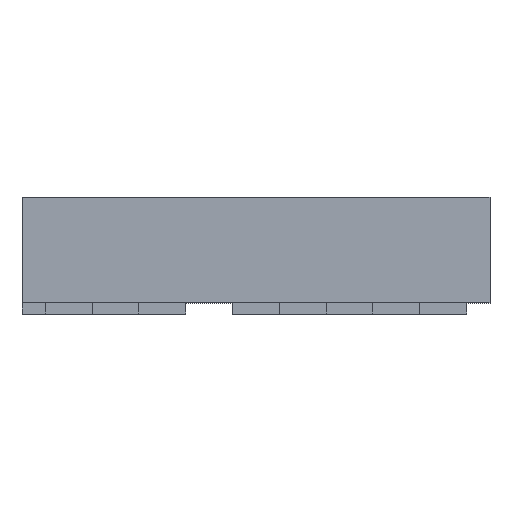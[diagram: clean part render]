
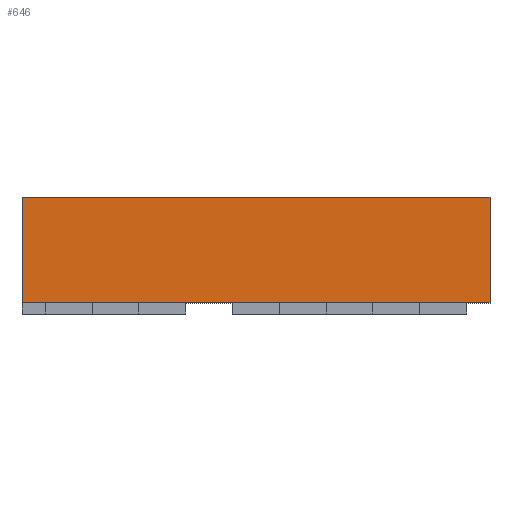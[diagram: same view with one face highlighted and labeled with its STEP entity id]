
A CAD part, top view. The second image highlights one B-rep face of the part: STEP entity #646.
In plain terms, the highlighted planar face has unit normal (0, 0, 1).
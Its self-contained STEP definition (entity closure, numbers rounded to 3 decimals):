
#106 = VERTEX_POINT ( 'NONE', #1589 ) ;
#112 = VECTOR ( 'NONE', #1424, 1000. ) ;
#167 = ORIENTED_EDGE ( 'NONE', *, *, #481, .F. ) ;
#201 = CARTESIAN_POINT ( 'NONE',  ( -1., 0.45, 1. ) ) ;
#206 = DIRECTION ( 'NONE',  ( 0., -1., 0. ) ) ;
#218 = VERTEX_POINT ( 'NONE', #373 ) ;
#222 = EDGE_CURVE ( 'NONE', #2116, #218, #519, .T. ) ;
#360 = CARTESIAN_POINT ( 'NONE',  ( -1., 0.45, 1. ) ) ;
#373 = CARTESIAN_POINT ( 'NONE',  ( 1., 0., 1. ) ) ;
#462 = DIRECTION ( 'NONE',  ( 1., 0., 0. ) ) ;
#466 = VECTOR ( 'NONE', #206, 1000. ) ;
#481 = EDGE_CURVE ( 'NONE', #606, #2116, #689, .T. ) ;
#519 = LINE ( 'NONE', #742, #466 ) ;
#539 = DIRECTION ( 'NONE',  ( -1., 0., 0. ) ) ;
#578 = CARTESIAN_POINT ( 'NONE',  ( -1., 0., 1. ) ) ;
#592 = ORIENTED_EDGE ( 'NONE', *, *, #1127, .T. ) ;
#606 = VERTEX_POINT ( 'NONE', #1931 ) ;
#646 = ADVANCED_FACE ( 'NONE', ( #1588 ), #1759, .F. ) ;
#689 = LINE ( 'NONE', #1514, #2037 ) ;
#742 = CARTESIAN_POINT ( 'NONE',  ( 1., 0.45, 1. ) ) ;
#1004 = LINE ( 'NONE', #201, #112 ) ;
#1127 = EDGE_CURVE ( 'NONE', #606, #106, #1004, .T. ) ;
#1196 = EDGE_CURVE ( 'NONE', #106, #218, #2290, .T. ) ;
#1424 = DIRECTION ( 'NONE',  ( 0., -1., 0. ) ) ;
#1514 = CARTESIAN_POINT ( 'NONE',  ( -1., 0.45, 1. ) ) ;
#1588 = FACE_OUTER_BOUND ( 'NONE', #2180, .T. ) ;
#1589 = CARTESIAN_POINT ( 'NONE',  ( -1., 0., 1. ) ) ;
#1598 = DIRECTION ( 'NONE',  ( 0., 0., -1. ) ) ;
#1634 = DIRECTION ( 'NONE',  ( 1., 0., 0. ) ) ;
#1681 = AXIS2_PLACEMENT_3D ( 'NONE', #360, #1598, #539 ) ;
#1759 = PLANE ( 'NONE',  #1681 ) ;
#1774 = CARTESIAN_POINT ( 'NONE',  ( 1., 0.45, 1. ) ) ;
#1826 = VECTOR ( 'NONE', #1634, 1000. ) ;
#1931 = CARTESIAN_POINT ( 'NONE',  ( -1., 0.45, 1. ) ) ;
#1948 = ORIENTED_EDGE ( 'NONE', *, *, #1196, .T. ) ;
#2037 = VECTOR ( 'NONE', #462, 1000. ) ;
#2089 = ORIENTED_EDGE ( 'NONE', *, *, #222, .F. ) ;
#2116 = VERTEX_POINT ( 'NONE', #1774 ) ;
#2180 = EDGE_LOOP ( 'NONE', ( #1948, #2089, #167, #592 ) ) ;
#2290 = LINE ( 'NONE', #578, #1826 ) ;
